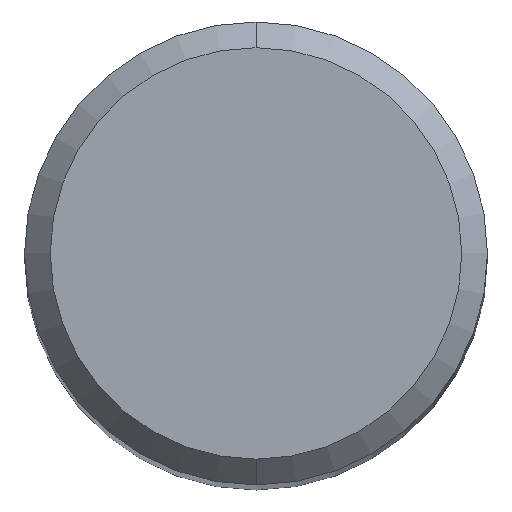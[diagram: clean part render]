
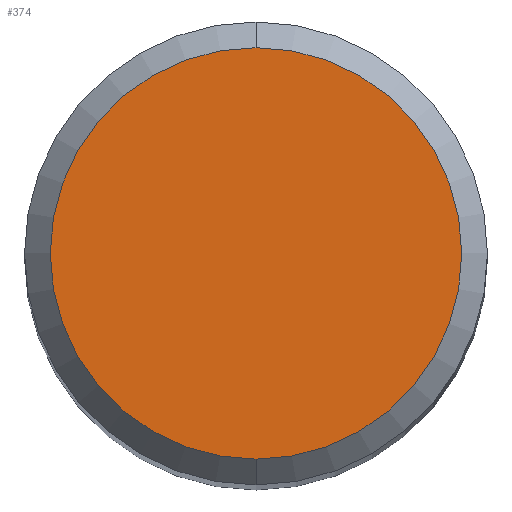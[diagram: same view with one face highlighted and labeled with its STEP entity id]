
A CAD part, top view. The second image highlights one B-rep face of the part: STEP entity #374.
In plain terms, the highlighted planar face has unit normal (0, 0, 1).
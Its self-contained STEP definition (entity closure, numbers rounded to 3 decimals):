
#240=VERTEX_POINT('',#550);
#296=EDGE_CURVE('',#416,#240,#612,.T.);
#374=ADVANCED_FACE('',(#700),#701,.T.);
#394=EDGE_CURVE('',#240,#416,#722,.T.);
#416=VERTEX_POINT('',#744);
#550=CARTESIAN_POINT('',(0.,-4.0,0.0));
#612=CIRCLE('',#1119,4.0);
#700=FACE_OUTER_BOUND('',#1249,.T.);
#701=PLANE('',#1250);
#722=CIRCLE('',#1307,4.0);
#744=CARTESIAN_POINT('',(0.0,4.0,0.0));
#1119=AXIS2_PLACEMENT_3D('',#1611,#1612,#1613);
#1249=EDGE_LOOP('',(#1720,#1721));
#1250=AXIS2_PLACEMENT_3D('',#1722,#1723,#1724);
#1307=AXIS2_PLACEMENT_3D('',#1740,#1741,#1742);
#1611=CARTESIAN_POINT('',(0.0,0.0,0.0));
#1612=DIRECTION('',(0.0,0.0,-1.0));
#1613=DIRECTION('',(0.0,1.0,0.0));
#1720=ORIENTED_EDGE('',*,*,#296,.F.);
#1721=ORIENTED_EDGE('',*,*,#394,.F.);
#1722=CARTESIAN_POINT('',(0.0,2.0,0.0));
#1723=DIRECTION('',(-0.0,0.0,1.0));
#1724=DIRECTION('',(0.0,-1.0,0.0));
#1740=CARTESIAN_POINT('',(0.0,0.0,0.0));
#1741=DIRECTION('',(0.0,0.0,-1.0));
#1742=DIRECTION('',(0.0,1.0,0.0));
